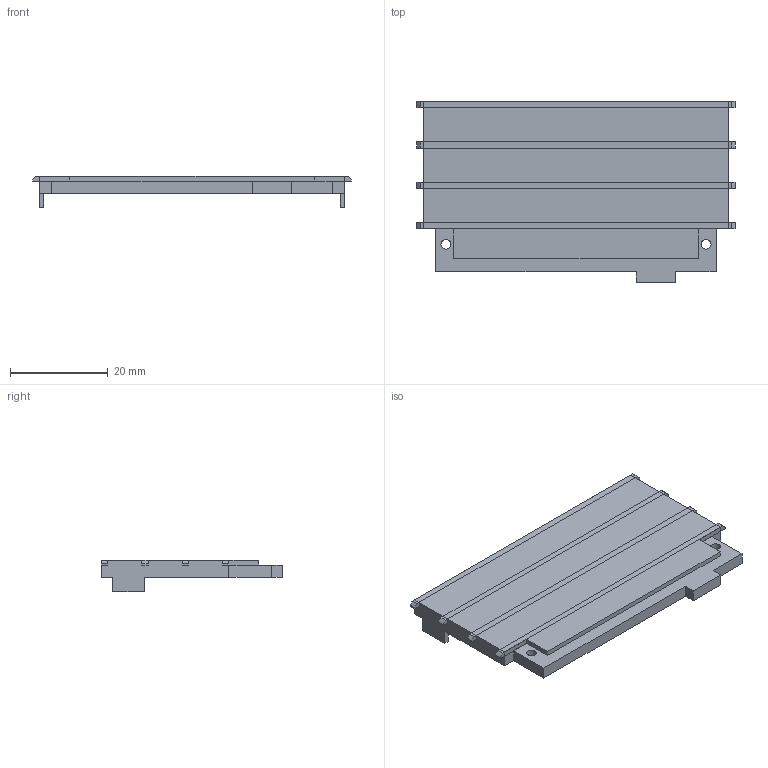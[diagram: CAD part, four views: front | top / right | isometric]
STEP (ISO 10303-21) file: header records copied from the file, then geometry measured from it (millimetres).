
FILE_DESCRIPTION(/* description */ (''),/* implementation_level */ '2;1');
FILE_NAME(/* name */ '31ac0915-db6b-4bdc-8813-3b44d36d0661.stp',/* time_stamp */ '2023-12-05T16:54:35Z',/* author */ (''),/* organization */ (''),/* preprocessor_version */ 'ST-DEVELOPER v20',/* originating_system */ 'Autodesk Translation Framework v12.14.0.127',/* authorisation */ '');
FILE_SCHEMA (('AUTOMOTIVE_DESIGN { 1 0 10303 214 3 1 1 }'));
Length unit declared in the file: millimetre
Products named in the file (1): Keyboard
Bounding box: 65.2 x 37.1 x 6.5 mm (x, y, z)
Volume: 7688.5 mm3; surface area: 6310.4 mm2
Topology: 5 solids, 5 shells, 60 faces, 150 edges, 100 vertices
Faces by surface type: plane 50, bspline 8, cylinder 2
Full cylindrical faces by diameter (mm): 2 x2
Entity records: 2403 total; most frequent: CARTESIAN_POINT 1007, ORIENTED_EDGE 300, DIRECTION 228, EDGE_CURVE 150, LINE 114, VECTOR 114, VERTEX_POINT 100, EDGE_LOOP 64
